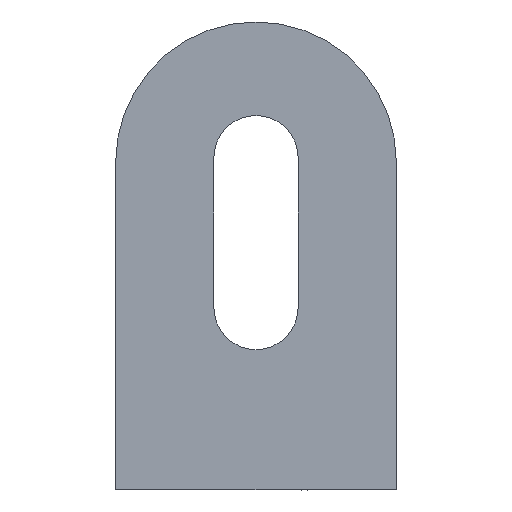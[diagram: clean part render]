
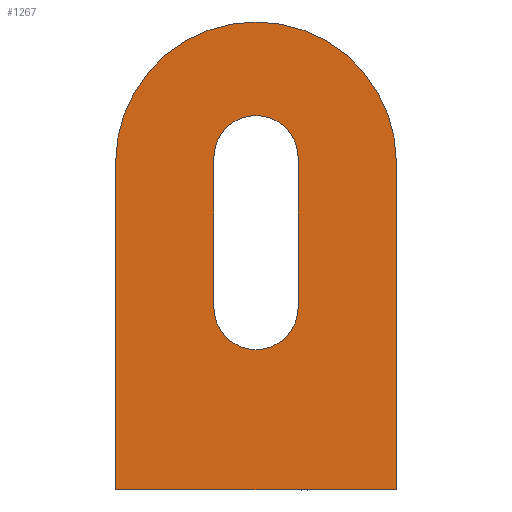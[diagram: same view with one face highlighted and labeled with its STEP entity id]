
A CAD part, left-side view. The second image highlights one B-rep face of the part: STEP entity #1267.
In plain terms, the highlighted planar face has unit normal (-1, 0, 0).
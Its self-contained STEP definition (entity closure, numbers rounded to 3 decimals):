
#27 = EDGE_CURVE ( 'NONE', #8785, #6590, #5965, .T. ) ;
#97 = LINE ( 'NONE', #5030, #2296 ) ;
#249 = LINE ( 'NONE', #6203, #8107 ) ;
#267 = VECTOR ( 'NONE', #3305, 1000. ) ;
#378 = CARTESIAN_POINT ( 'NONE',  ( -2., -4.5, 35.5 ) ) ;
#611 = DIRECTION ( 'NONE',  ( 1., 0., 0. ) ) ;
#648 = DIRECTION ( 'NONE',  ( -1., 0., 0. ) ) ;
#660 = VERTEX_POINT ( 'NONE', #10851 ) ;
#1027 = DIRECTION ( 'NONE',  ( 1., 0., 0. ) ) ;
#1156 = CARTESIAN_POINT ( 'NONE',  ( -2., 4.5, 35.5 ) ) ;
#1267 = ADVANCED_FACE ( 'NONE', ( #2571, #2270 ), #9031, .T. ) ;
#1450 = CIRCLE ( 'NONE', #3104, 4.5 ) ;
#1494 = ORIENTED_EDGE ( 'NONE', *, *, #5504, .T. ) ;
#1558 = EDGE_LOOP ( 'NONE', ( #4514, #7766, #6360, #2554, #1494 ) ) ;
#1646 = CARTESIAN_POINT ( 'NONE',  ( -2., 0., 35. ) ) ;
#1770 = ORIENTED_EDGE ( 'NONE', *, *, #4053, .T. ) ;
#1883 = CARTESIAN_POINT ( 'NONE',  ( -2., 0., 50. ) ) ;
#2049 = LINE ( 'NONE', #378, #267 ) ;
#2199 = DIRECTION ( 'NONE',  ( 0., -1., 0. ) ) ;
#2270 = FACE_OUTER_BOUND ( 'NONE', #1558, .T. ) ;
#2296 = VECTOR ( 'NONE', #2199, 1000. ) ;
#2502 = DIRECTION ( 'NONE',  ( 0., 0., 1. ) ) ;
#2542 = VERTEX_POINT ( 'NONE', #9206 ) ;
#2554 = ORIENTED_EDGE ( 'NONE', *, *, #7102, .T. ) ;
#2571 = FACE_BOUND ( 'NONE', #3246, .T. ) ;
#2601 = DIRECTION ( 'NONE',  ( 0., 0., -1. ) ) ;
#2647 = AXIS2_PLACEMENT_3D ( 'NONE', #4794, #1027, #5820 ) ;
#2734 = DIRECTION ( 'NONE',  ( 0., 0., -1. ) ) ;
#3038 = VERTEX_POINT ( 'NONE', #10698 ) ;
#3104 = AXIS2_PLACEMENT_3D ( 'NONE', #6054, #611, #2601 ) ;
#3246 = EDGE_LOOP ( 'NONE', ( #4124, #1770, #3548, #10747, #4610 ) ) ;
#3305 = DIRECTION ( 'NONE',  ( 0., 0., -1. ) ) ;
#3441 = EDGE_CURVE ( 'NONE', #3038, #7918, #6598, .T. ) ;
#3548 = ORIENTED_EDGE ( 'NONE', *, *, #27, .T. ) ;
#4053 = EDGE_CURVE ( 'NONE', #2542, #8785, #2049, .T. ) ;
#4090 = VECTOR ( 'NONE', #2734, 1000. ) ;
#4124 = ORIENTED_EDGE ( 'NONE', *, *, #8749, .T. ) ;
#4514 = ORIENTED_EDGE ( 'NONE', *, *, #5484, .T. ) ;
#4610 = ORIENTED_EDGE ( 'NONE', *, *, #6980, .T. ) ;
#4794 = CARTESIAN_POINT ( 'NONE',  ( -2., 0., 19.5 ) ) ;
#4837 = CIRCLE ( 'NONE', #5806, 15. ) ;
#5030 = CARTESIAN_POINT ( 'NONE',  ( -2., 15., 0. ) ) ;
#5078 = DIRECTION ( 'NONE',  ( -1., 0., 0. ) ) ;
#5126 = VECTOR ( 'NONE', #7076, 1000. ) ;
#5140 = LINE ( 'NONE', #1156, #5126 ) ;
#5322 = DIRECTION ( 'NONE',  ( 0., 0., 1. ) ) ;
#5484 = EDGE_CURVE ( 'NONE', #9533, #9233, #11984, .T. ) ;
#5504 = EDGE_CURVE ( 'NONE', #9325, #9533, #249, .T. ) ;
#5806 = AXIS2_PLACEMENT_3D ( 'NONE', #1646, #648, #2502 ) ;
#5820 = DIRECTION ( 'NONE',  ( 0., 0., -1. ) ) ;
#5965 = CIRCLE ( 'NONE', #2647, 4.5 ) ;
#6054 = CARTESIAN_POINT ( 'NONE',  ( -2., 0., 19.5 ) ) ;
#6151 = VERTEX_POINT ( 'NONE', #9435 ) ;
#6152 = DIRECTION ( 'NONE',  ( -1., 0., 0. ) ) ;
#6203 = CARTESIAN_POINT ( 'NONE',  ( -2., -15., 0. ) ) ;
#6284 = CARTESIAN_POINT ( 'NONE',  ( -2., -4.5, 19.5 ) ) ;
#6360 = ORIENTED_EDGE ( 'NONE', *, *, #3441, .T. ) ;
#6590 = VERTEX_POINT ( 'NONE', #7055 ) ;
#6598 = LINE ( 'NONE', #7447, #4090 ) ;
#6716 = CARTESIAN_POINT ( 'NONE',  ( -2., -15., 0. ) ) ;
#6980 = EDGE_CURVE ( 'NONE', #6151, #660, #5140, .T. ) ;
#7055 = CARTESIAN_POINT ( 'NONE',  ( -2., 0., 15. ) ) ;
#7076 = DIRECTION ( 'NONE',  ( 0., 0., 1. ) ) ;
#7102 = EDGE_CURVE ( 'NONE', #7918, #9325, #97, .T. ) ;
#7172 = CARTESIAN_POINT ( 'NONE',  ( -2., -15., 35. ) ) ;
#7447 = CARTESIAN_POINT ( 'NONE',  ( -2., 15., 35. ) ) ;
#7766 = ORIENTED_EDGE ( 'NONE', *, *, #8793, .T. ) ;
#7792 = EDGE_CURVE ( 'NONE', #6590, #6151, #1450, .T. ) ;
#7918 = VERTEX_POINT ( 'NONE', #10091 ) ;
#8107 = VECTOR ( 'NONE', #10045, 1000. ) ;
#8134 = CARTESIAN_POINT ( 'NONE',  ( -2., 0., 35. ) ) ;
#8143 = DIRECTION ( 'NONE',  ( 1., 0., 0. ) ) ;
#8326 = AXIS2_PLACEMENT_3D ( 'NONE', #9886, #5078, #10765 ) ;
#8749 = EDGE_CURVE ( 'NONE', #660, #2542, #10767, .T. ) ;
#8785 = VERTEX_POINT ( 'NONE', #6284 ) ;
#8793 = EDGE_CURVE ( 'NONE', #9233, #3038, #4837, .T. ) ;
#9031 = PLANE ( 'NONE',  #9148 ) ;
#9148 = AXIS2_PLACEMENT_3D ( 'NONE', #8134, #6152, #5322 ) ;
#9206 = CARTESIAN_POINT ( 'NONE',  ( -2., -4.5, 35.5 ) ) ;
#9233 = VERTEX_POINT ( 'NONE', #1883 ) ;
#9325 = VERTEX_POINT ( 'NONE', #6716 ) ;
#9435 = CARTESIAN_POINT ( 'NONE',  ( -2., 4.5, 19.5 ) ) ;
#9533 = VERTEX_POINT ( 'NONE', #7172 ) ;
#9886 = CARTESIAN_POINT ( 'NONE',  ( -2., 0., 35. ) ) ;
#10045 = DIRECTION ( 'NONE',  ( 0., 0., 1. ) ) ;
#10049 = DIRECTION ( 'NONE',  ( 0., 0., -1. ) ) ;
#10091 = CARTESIAN_POINT ( 'NONE',  ( -2., 15., 0. ) ) ;
#10252 = AXIS2_PLACEMENT_3D ( 'NONE', #10980, #8143, #10049 ) ;
#10698 = CARTESIAN_POINT ( 'NONE',  ( -2., 15., 35. ) ) ;
#10747 = ORIENTED_EDGE ( 'NONE', *, *, #7792, .T. ) ;
#10765 = DIRECTION ( 'NONE',  ( 0., 0., 1. ) ) ;
#10767 = CIRCLE ( 'NONE', #10252, 4.5 ) ;
#10851 = CARTESIAN_POINT ( 'NONE',  ( -2., 4.5, 35.5 ) ) ;
#10980 = CARTESIAN_POINT ( 'NONE',  ( -2., 0., 35.5 ) ) ;
#11984 = CIRCLE ( 'NONE', #8326, 15. ) ;
